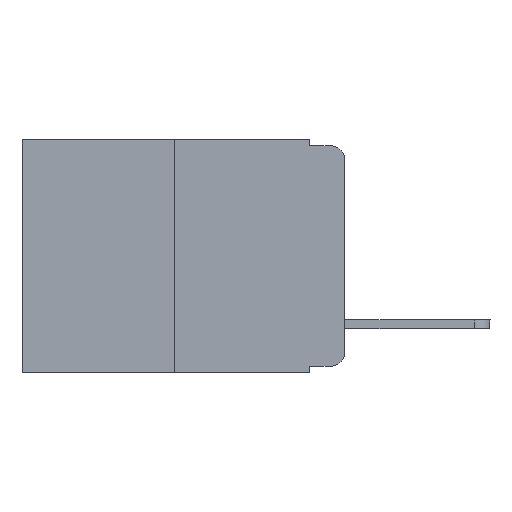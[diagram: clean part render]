
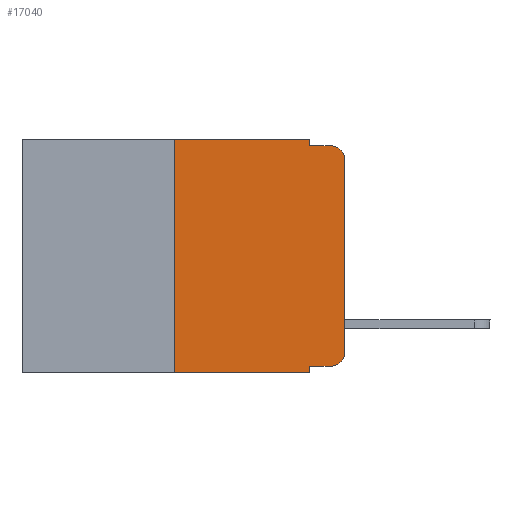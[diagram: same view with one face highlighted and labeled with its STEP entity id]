
A CAD part, left-side view. The second image highlights one B-rep face of the part: STEP entity #17040.
In plain terms, the highlighted planar face has unit normal (-1, 0, 0).
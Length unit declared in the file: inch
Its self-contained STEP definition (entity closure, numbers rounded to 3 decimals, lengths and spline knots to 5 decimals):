
#728 = VERTEX_POINT ( 'NONE', #4885 ) ;
#893 = VECTOR ( 'NONE', #14925, 39.37008 ) ;
#1013 = VERTEX_POINT ( 'NONE', #9210 ) ;
#1340 = DIRECTION ( 'NONE',  ( 0., 0., 1. ) ) ;
#1653 = PLANE ( 'NONE',  #1744 ) ;
#1744 = AXIS2_PLACEMENT_3D ( 'NONE', #4774, #3221, #9404 ) ;
#1878 = EDGE_CURVE ( 'NONE', #20036, #17167, #12016, .T. ) ;
#2009 = CARTESIAN_POINT ( 'NONE',  ( 0., 0.051, -0.01 ) ) ;
#2549 = CARTESIAN_POINT ( 'NONE',  ( 0., 0.02, -0.01 ) ) ;
#2817 = CARTESIAN_POINT ( 'NONE',  ( 0., 0., -0.313 ) ) ;
#3221 = DIRECTION ( 'NONE',  ( 1., 0., 0. ) ) ;
#3749 = VERTEX_POINT ( 'NONE', #15535 ) ;
#4503 = EDGE_CURVE ( 'NONE', #15328, #11409, #7920, .T. ) ;
#4602 = DIRECTION ( 'NONE',  ( 0., -1., 0. ) ) ;
#4774 = CARTESIAN_POINT ( 'NONE',  ( 0., 0.473, 0. ) ) ;
#4864 = EDGE_CURVE ( 'NONE', #728, #13760, #20147, .T. ) ;
#4885 = CARTESIAN_POINT ( 'NONE',  ( 0., 0.051, 0. ) ) ;
#5009 = ORIENTED_EDGE ( 'NONE', *, *, #12536, .T. ) ;
#5037 = CARTESIAN_POINT ( 'NONE',  ( 0., 0.051, -0.343 ) ) ;
#5406 = AXIS2_PLACEMENT_3D ( 'NONE', #16745, #19740, #18388 ) ;
#5653 = CARTESIAN_POINT ( 'NONE',  ( 0., 0.25, 0. ) ) ;
#5906 = VERTEX_POINT ( 'NONE', #2549 ) ;
#5962 = DIRECTION ( 'NONE',  ( 0., -1., 0. ) ) ;
#6582 = CARTESIAN_POINT ( 'NONE',  ( 0., 0.051, 0. ) ) ;
#6854 = ORIENTED_EDGE ( 'NONE', *, *, #1878, .F. ) ;
#6997 = LINE ( 'NONE', #15499, #9656 ) ;
#7245 = VECTOR ( 'NONE', #4602, 39.37008 ) ;
#7257 = ORIENTED_EDGE ( 'NONE', *, *, #16977, .T. ) ;
#7395 = ORIENTED_EDGE ( 'NONE', *, *, #4503, .F. ) ;
#7483 = LINE ( 'NONE', #16499, #893 ) ;
#7584 = ORIENTED_EDGE ( 'NONE', *, *, #10658, .T. ) ;
#7644 = CARTESIAN_POINT ( 'NONE',  ( 0., 0.02, -0.03 ) ) ;
#7920 = LINE ( 'NONE', #17235, #19936 ) ;
#7952 = EDGE_CURVE ( 'NONE', #1013, #18380, #10668, .T. ) ;
#8068 = CARTESIAN_POINT ( 'NONE',  ( 0., 0.051, 0. ) ) ;
#8443 = EDGE_CURVE ( 'NONE', #20036, #1013, #7483, .T. ) ;
#9203 = LINE ( 'NONE', #9301, #7245 ) ;
#9209 = DIRECTION ( 'NONE',  ( 0., 0., -1. ) ) ;
#9210 = CARTESIAN_POINT ( 'NONE',  ( 0., 0.02, -0.333 ) ) ;
#9301 = CARTESIAN_POINT ( 'NONE',  ( 0., 0.473, -0.343 ) ) ;
#9404 = DIRECTION ( 'NONE',  ( 0., 0., -1. ) ) ;
#9478 = LINE ( 'NONE', #19606, #17148 ) ;
#9656 = VECTOR ( 'NONE', #5962, 39.37008 ) ;
#10056 = VECTOR ( 'NONE', #10918, 39.37008 ) ;
#10658 = EDGE_CURVE ( 'NONE', #18380, #3749, #9478, .T. ) ;
#10668 = CIRCLE ( 'NONE', #5406, 0.02 ) ;
#10709 = CARTESIAN_POINT ( 'NONE',  ( 0., 0.25, -0.343 ) ) ;
#10918 = DIRECTION ( 'NONE',  ( 0., 0., -1. ) ) ;
#11409 = VERTEX_POINT ( 'NONE', #5653 ) ;
#11650 = CARTESIAN_POINT ( 'NONE',  ( 0., 0.051, -0.01 ) ) ;
#11994 = FACE_OUTER_BOUND ( 'NONE', #16183, .T. ) ;
#12016 = LINE ( 'NONE', #6582, #16711 ) ;
#12536 = EDGE_CURVE ( 'NONE', #15328, #17167, #9203, .T. ) ;
#12548 = VECTOR ( 'NONE', #15064, 39.37008 ) ;
#12887 = DIRECTION ( 'NONE',  ( 0., 0., -1. ) ) ;
#12991 = EDGE_CURVE ( 'NONE', #11409, #728, #6997, .T. ) ;
#13053 = ORIENTED_EDGE ( 'NONE', *, *, #7952, .T. ) ;
#13275 = LINE ( 'NONE', #11650, #12548 ) ;
#13760 = VERTEX_POINT ( 'NONE', #2009 ) ;
#14227 = CIRCLE ( 'NONE', #15116, 0.02 ) ;
#14925 = DIRECTION ( 'NONE',  ( 0., -1., 0. ) ) ;
#15064 = DIRECTION ( 'NONE',  ( 0., -1., 0. ) ) ;
#15116 = AXIS2_PLACEMENT_3D ( 'NONE', #7644, #18430, #9209 ) ;
#15328 = VERTEX_POINT ( 'NONE', #10709 ) ;
#15499 = CARTESIAN_POINT ( 'NONE',  ( 0., 0.473, 0. ) ) ;
#15535 = CARTESIAN_POINT ( 'NONE',  ( 0., 0., -0.03 ) ) ;
#15733 = EDGE_CURVE ( 'NONE', #13760, #5906, #13275, .T. ) ;
#16183 = EDGE_LOOP ( 'NONE', ( #7584, #7257, #17991, #19612, #20155, #7395, #5009, #6854, #19104, #13053 ) ) ;
#16499 = CARTESIAN_POINT ( 'NONE',  ( 0., 0.051, -0.333 ) ) ;
#16711 = VECTOR ( 'NONE', #12887, 39.37008 ) ;
#16745 = CARTESIAN_POINT ( 'NONE',  ( 0., 0.02, -0.313 ) ) ;
#16977 = EDGE_CURVE ( 'NONE', #3749, #5906, #14227, .T. ) ;
#17040 = ADVANCED_FACE ( 'NONE', ( #11994 ), #1653, .F. ) ;
#17148 = VECTOR ( 'NONE', #19529, 39.37008 ) ;
#17167 = VERTEX_POINT ( 'NONE', #5037 ) ;
#17235 = CARTESIAN_POINT ( 'NONE',  ( 0., 0.25, 0. ) ) ;
#17991 = ORIENTED_EDGE ( 'NONE', *, *, #15733, .F. ) ;
#18191 = CARTESIAN_POINT ( 'NONE',  ( 0., 0.051, -0.333 ) ) ;
#18380 = VERTEX_POINT ( 'NONE', #2817 ) ;
#18388 = DIRECTION ( 'NONE',  ( 0., 0., -1. ) ) ;
#18430 = DIRECTION ( 'NONE',  ( -1., 0., 0. ) ) ;
#19104 = ORIENTED_EDGE ( 'NONE', *, *, #8443, .T. ) ;
#19529 = DIRECTION ( 'NONE',  ( 0., 0., 1. ) ) ;
#19606 = CARTESIAN_POINT ( 'NONE',  ( 0., 0., 0. ) ) ;
#19612 = ORIENTED_EDGE ( 'NONE', *, *, #4864, .F. ) ;
#19740 = DIRECTION ( 'NONE',  ( -1., 0., 0. ) ) ;
#19936 = VECTOR ( 'NONE', #1340, 39.37008 ) ;
#20036 = VERTEX_POINT ( 'NONE', #18191 ) ;
#20147 = LINE ( 'NONE', #8068, #10056 ) ;
#20155 = ORIENTED_EDGE ( 'NONE', *, *, #12991, .F. ) ;
